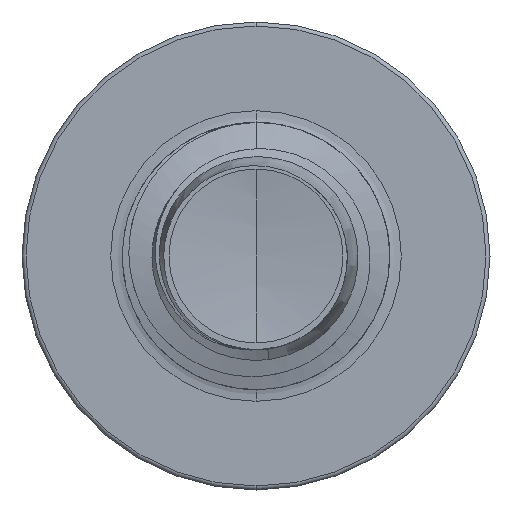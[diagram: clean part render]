
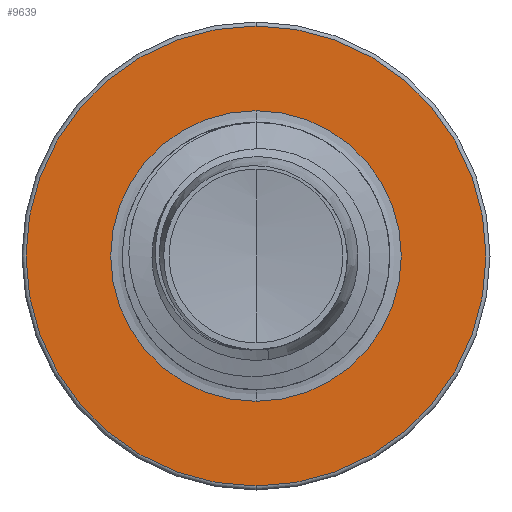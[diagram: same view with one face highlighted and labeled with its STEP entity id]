
A CAD part, front view. The second image highlights one B-rep face of the part: STEP entity #9639.
In plain terms, the highlighted planar face has unit normal (0, -1, 0).
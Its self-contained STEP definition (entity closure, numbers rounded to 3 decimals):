
#16 = CARTESIAN_POINT ( 'NONE',  ( 0., 5.5, 2.174 ) ) ;
#346 = CIRCLE ( 'NONE', #1120, 3.44 ) ;
#406 = CARTESIAN_POINT ( 'NONE',  ( 0., 5.5, 0. ) ) ;
#1120 = AXIS2_PLACEMENT_3D ( 'NONE', #6803, #6869, #6838 ) ;
#1881 = DIRECTION ( 'NONE',  ( 0., 0., 1. ) ) ;
#1908 = CARTESIAN_POINT ( 'NONE',  ( 0., 5.5, 3.44 ) ) ;
#2163 = VERTEX_POINT ( 'NONE', #16 ) ;
#3025 = EDGE_CURVE ( 'NONE', #3399, #8823, #346, .T. ) ;
#3399 = VERTEX_POINT ( 'NONE', #1908 ) ;
#4548 = EDGE_CURVE ( 'NONE', #7610, #2163, #10938, .T. ) ;
#5971 = CARTESIAN_POINT ( 'NONE',  ( 0., 5.5, 0. ) ) ;
#6603 = EDGE_LOOP ( 'NONE', ( #7322, #7439 ) ) ;
#6803 = CARTESIAN_POINT ( 'NONE',  ( 0., 5.5, 0. ) ) ;
#6838 = DIRECTION ( 'NONE',  ( 0., 0., 1. ) ) ;
#6869 = DIRECTION ( 'NONE',  ( 0., 1., 0. ) ) ;
#6999 = EDGE_LOOP ( 'NONE', ( #7177, #7265 ) ) ;
#7177 = ORIENTED_EDGE ( 'NONE', *, *, #3025, .F. ) ;
#7265 = ORIENTED_EDGE ( 'NONE', *, *, #11181, .F. ) ;
#7274 = DIRECTION ( 'NONE',  ( 0., 0., 1. ) ) ;
#7322 = ORIENTED_EDGE ( 'NONE', *, *, #11155, .T. ) ;
#7439 = ORIENTED_EDGE ( 'NONE', *, *, #4548, .T. ) ;
#7444 = DIRECTION ( 'NONE',  ( 0., 1., 0. ) ) ;
#7610 = VERTEX_POINT ( 'NONE', #10621 ) ;
#8200 = CIRCLE ( 'NONE', #9942, 2.174 ) ;
#8823 = VERTEX_POINT ( 'NONE', #14084 ) ;
#8968 = DIRECTION ( 'NONE',  ( 0., 0., 1. ) ) ;
#9501 = DIRECTION ( 'NONE',  ( 0., 1., 0. ) ) ;
#9604 = DIRECTION ( 'NONE',  ( 0., 1., 0. ) ) ;
#9639 = ADVANCED_FACE ( 'NONE', ( #15309, #10920 ), #13691, .F. ) ;
#9664 = AXIS2_PLACEMENT_3D ( 'NONE', #406, #9501, #1881 ) ;
#9942 = AXIS2_PLACEMENT_3D ( 'NONE', #5971, #13551, #7274 ) ;
#10621 = CARTESIAN_POINT ( 'NONE',  ( 0., 5.5, -2.174 ) ) ;
#10766 = CARTESIAN_POINT ( 'NONE',  ( 0., 5.5, 0. ) ) ;
#10920 = FACE_BOUND ( 'NONE', #6603, .T. ) ;
#10938 = CIRCLE ( 'NONE', #15409, 2.174 ) ;
#11155 = EDGE_CURVE ( 'NONE', #2163, #7610, #8200, .T. ) ;
#11181 = EDGE_CURVE ( 'NONE', #8823, #3399, #14254, .T. ) ;
#11798 = CARTESIAN_POINT ( 'NONE',  ( 0., 5.5, -2.174 ) ) ;
#13551 = DIRECTION ( 'NONE',  ( 0., 1., 0. ) ) ;
#13691 = PLANE ( 'NONE',  #15029 ) ;
#14084 = CARTESIAN_POINT ( 'NONE',  ( 0., 5.5, -3.44 ) ) ;
#14254 = CIRCLE ( 'NONE', #9664, 3.44 ) ;
#14763 = DIRECTION ( 'NONE',  ( 0., 0., 1. ) ) ;
#15029 = AXIS2_PLACEMENT_3D ( 'NONE', #11798, #7444, #14763 ) ;
#15309 = FACE_OUTER_BOUND ( 'NONE', #6999, .T. ) ;
#15409 = AXIS2_PLACEMENT_3D ( 'NONE', #10766, #9604, #8968 ) ;
